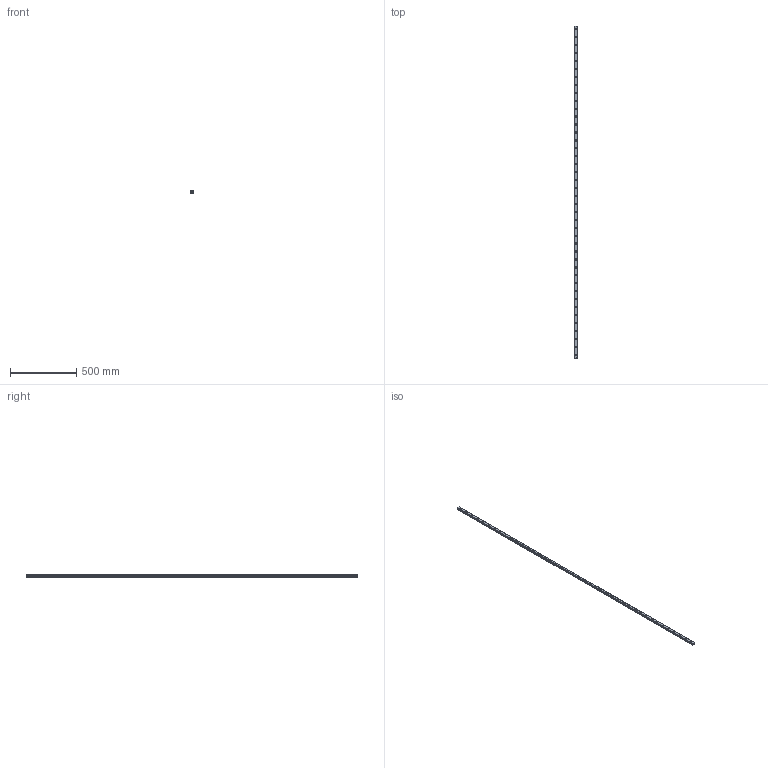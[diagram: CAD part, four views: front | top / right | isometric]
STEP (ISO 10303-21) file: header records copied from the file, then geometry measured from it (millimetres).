
FILE_DESCRIPTION(('STEP AP214'),'1');
FILE_NAME('cctmp_47972781-AE6D-48FC-A82D-E47A7A47514A_2021_02_04_10_22_33_0997..stp','2021-02-04T09:22:34',('HIWIN GmbH'),('CADClick - www.CADClick.com'),'Spatial InterOp 3D',' ','unknown authorization');
FILE_SCHEMA(('AUTOMOTIVE_DESIGN'));
Length unit declared in the file: millimetre
Products named in the file (1): EGR20R2510C_FILE
Bounding box: 20 x 2510 x 15.5 mm (x, y, z)
Volume: 673444.7 mm3; surface area: 200859.7 mm2
Topology: 1 solids, 1 shells, 607 faces, 1383 edges, 866 vertices
Faces by surface type: plane 337, cylinder 270
Entity records: 22041 total; most frequent: DIRECTION 3307, CARTESIAN_POINT 2857, ORIENTED_EDGE 2766, EDGE_CURVE 1383, AXIS2_PLACEMENT_3D 1316, VERTEX_POINT 866, EDGE_LOOP 695, LINE 675
